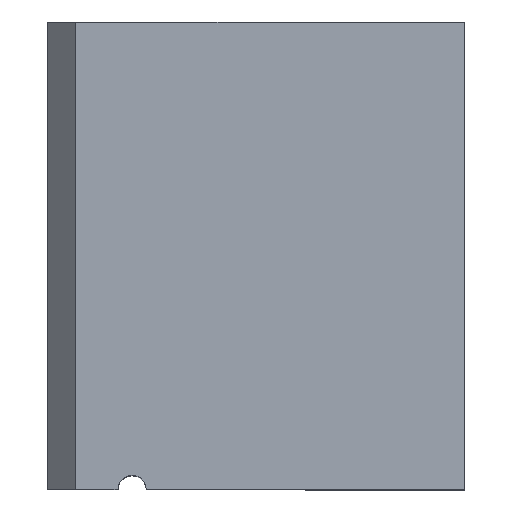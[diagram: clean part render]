
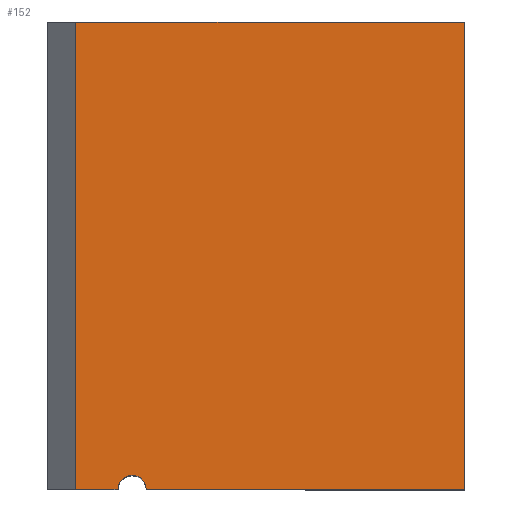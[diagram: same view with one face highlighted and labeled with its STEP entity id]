
A CAD part, top view. The second image highlights one B-rep face of the part: STEP entity #152.
In plain terms, the highlighted planar face has unit normal (0, 0, 1).
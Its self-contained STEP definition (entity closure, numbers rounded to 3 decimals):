
#70=CARTESIAN_POINT('',(-6.4,8.3,13.5));
#71=VERTEX_POINT('',#70);
#88=CARTESIAN_POINT('',(-6.4,-8.3,13.5));
#89=VERTEX_POINT('',#88);
#96=CARTESIAN_POINT('',(-6.4,-8.3,13.5));
#97=DIRECTION('',(0.0,1.0,0.0));
#98=VECTOR('',#97,16.6);
#99=LINE('',#96,#98);
#100=EDGE_CURVE('',#89,#71,#99,.T.);
#105=CARTESIAN_POINT('',(-0.04,-0.068,13.5));
#106=DIRECTION('',(0.0,0.0,1.0));
#107=DIRECTION('',(0.0,-1.0,0.0));
#108=AXIS2_PLACEMENT_3D('',#105,#106,#107);
#109=PLANE('',#108);
#110=ORIENTED_EDGE('',*,*,#100,.F.);
#111=CARTESIAN_POINT('',(-4.9,-8.3,13.5));
#112=VERTEX_POINT('',#111);
#113=CARTESIAN_POINT('',(-4.9,-8.3,13.5));
#114=DIRECTION('',(-1.0,0.0,0.0));
#115=VECTOR('',#114,1.5);
#116=LINE('',#113,#115);
#117=EDGE_CURVE('',#112,#89,#116,.T.);
#118=ORIENTED_EDGE('',*,*,#117,.F.);
#119=CARTESIAN_POINT('',(-3.9,-8.3,13.5));
#120=VERTEX_POINT('',#119);
#121=CARTESIAN_POINT('',(-4.4,-8.3,13.5));
#122=DIRECTION('',(0.0,0.0,1.0));
#123=DIRECTION('',(0.0,1.0,0.0));
#124=AXIS2_PLACEMENT_3D('',#121,#122,#123);
#125=CIRCLE('',#124,0.5);
#126=EDGE_CURVE('',#120,#112,#125,.T.);
#127=ORIENTED_EDGE('',*,*,#126,.F.);
#128=CARTESIAN_POINT('',(7.4,-8.3,13.5));
#129=VERTEX_POINT('',#128);
#130=CARTESIAN_POINT('',(7.4,-8.3,13.5));
#131=DIRECTION('',(-1.0,0.0,0.0));
#132=VECTOR('',#131,11.3);
#133=LINE('',#130,#132);
#134=EDGE_CURVE('',#129,#120,#133,.T.);
#135=ORIENTED_EDGE('',*,*,#134,.F.);
#136=CARTESIAN_POINT('',(7.4,8.3,13.5));
#137=VERTEX_POINT('',#136);
#138=CARTESIAN_POINT('',(7.4,8.3,13.5));
#139=DIRECTION('',(0.0,-1.0,0.0));
#140=VECTOR('',#139,16.6);
#141=LINE('',#138,#140);
#142=EDGE_CURVE('',#137,#129,#141,.T.);
#143=ORIENTED_EDGE('',*,*,#142,.F.);
#144=CARTESIAN_POINT('',(-6.4,8.3,13.5));
#145=DIRECTION('',(1.0,0.0,0.0));
#146=VECTOR('',#145,13.8);
#147=LINE('',#144,#146);
#148=EDGE_CURVE('',#71,#137,#147,.T.);
#149=ORIENTED_EDGE('',*,*,#148,.F.);
#150=EDGE_LOOP('',(#110,#118,#127,#135,#143,#149));
#151=FACE_OUTER_BOUND('',#150,.T.);
#152=ADVANCED_FACE('',(#151),#109,.T.);
